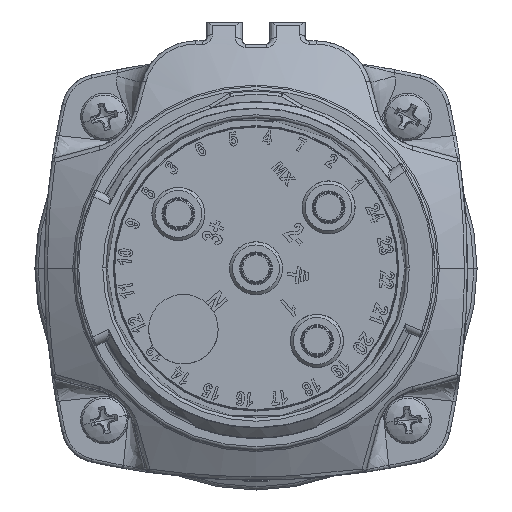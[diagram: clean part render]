
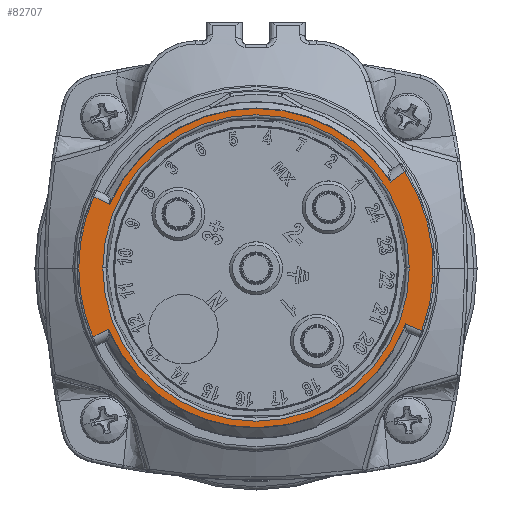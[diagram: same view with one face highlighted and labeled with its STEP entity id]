
A CAD part, top view. The second image highlights one B-rep face of the part: STEP entity #82707.
In plain terms, the highlighted planar face has unit normal (0, 0, 1).
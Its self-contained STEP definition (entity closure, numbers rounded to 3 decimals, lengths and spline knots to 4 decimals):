
#2454 = CARTESIAN_POINT ( 'NONE',  ( -1.1043, 0., 1.9685 ) ) ;
#4552 = CARTESIAN_POINT ( 'NONE',  ( 1.0327, -0.3913, 1.9685 ) ) ;
#5175 = VECTOR ( 'NONE', #161714, 39.3701 ) ;
#8813 = VERTEX_POINT ( 'NONE', #4552 ) ;
#9809 = CARTESIAN_POINT ( 'NONE',  ( -0.9181, -0.3821, 1.9685 ) ) ;
#10662 = CIRCLE ( 'NONE', #252815, 0.9546 ) ;
#13479 = ORIENTED_EDGE ( 'NONE', *, *, #279764, .T. ) ;
#15660 = AXIS2_PLACEMENT_3D ( 'NONE', #240899, #259573, #84917 ) ;
#16173 = EDGE_CURVE ( 'NONE', #177554, #245264, #10662, .T. ) ;
#19191 = VECTOR ( 'NONE', #202705, 39.3701 ) ;
#25875 = CARTESIAN_POINT ( 'NONE',  ( -0.9211, -0.3836, 1.9685 ) ) ;
#27573 = VERTEX_POINT ( 'NONE', #38605 ) ;
#29558 = AXIS2_PLACEMENT_3D ( 'NONE', #175029, #87729, #239497 ) ;
#34027 = CARTESIAN_POINT ( 'NONE',  ( 0.9269, 0.6004, 1.9685 ) ) ;
#34784 = ORIENTED_EDGE ( 'NONE', *, *, #235391, .T. ) ;
#35215 = EDGE_CURVE ( 'NONE', #103894, #145419, #70046, .T. ) ;
#38605 = CARTESIAN_POINT ( 'NONE',  ( 0.9314, -0.3483, 1.9685 ) ) ;
#39430 = CARTESIAN_POINT ( 'NONE',  ( 0., 0., 1.9685 ) ) ;
#45934 = DIRECTION ( 'NONE',  ( 0., 0., 1. ) ) ;
#45941 = LINE ( 'NONE', #25875, #243922 ) ;
#57314 = EDGE_LOOP ( 'NONE', ( #131117, #142726, #13479, #34784, #186440, #157744, #246561, #136373, #157042 ) ) ;
#60767 = VERTEX_POINT ( 'NONE', #9809 ) ;
#63722 = DIRECTION ( 'NONE',  ( 0., -1., 0. ) ) ;
#70046 = CIRCLE ( 'NONE', #230051, 0.9944 ) ;
#75338 = CARTESIAN_POINT ( 'NONE',  ( -1.017, -0.4303, 1.9685 ) ) ;
#76884 = EDGE_LOOP ( 'NONE', ( #243722, #226161 ) ) ;
#77476 = VERTEX_POINT ( 'NONE', #2454 ) ;
#81253 = EDGE_CURVE ( 'NONE', #245264, #177554, #96708, .T. ) ;
#82707 = ADVANCED_FACE ( 'NONE', ( #257037, #215482 ), #255628, .F. ) ;
#84917 = DIRECTION ( 'NONE',  ( -1., 0., 0. ) ) ;
#87729 = DIRECTION ( 'NONE',  ( 0., 0., 1. ) ) ;
#87739 = AXIS2_PLACEMENT_3D ( 'NONE', #262144, #45934, #266376 ) ;
#94293 = CARTESIAN_POINT ( 'NONE',  ( 0., 0., 1.9685 ) ) ;
#96589 = VERTEX_POINT ( 'NONE', #75338 ) ;
#96708 = CIRCLE ( 'NONE', #133282, 0.9546 ) ;
#102910 = CARTESIAN_POINT ( 'NONE',  ( 1.0425, -0.3955, 1.9685 ) ) ;
#103894 = VERTEX_POINT ( 'NONE', #226995 ) ;
#112917 = LINE ( 'NONE', #224533, #145989 ) ;
#119803 = CIRCLE ( 'NONE', #87739, 1.1043 ) ;
#125338 = DIRECTION ( 'NONE',  ( 0., 0., -1. ) ) ;
#128369 = DIRECTION ( 'NONE',  ( 0., 0., 1. ) ) ;
#131117 = ORIENTED_EDGE ( 'NONE', *, *, #191981, .T. ) ;
#133282 = AXIS2_PLACEMENT_3D ( 'NONE', #94293, #181597, #268943 ) ;
#136373 = ORIENTED_EDGE ( 'NONE', *, *, #261952, .T. ) ;
#139129 = CARTESIAN_POINT ( 'NONE',  ( 0., 0., 1.9685 ) ) ;
#142726 = ORIENTED_EDGE ( 'NONE', *, *, #191661, .T. ) ;
#145419 = VERTEX_POINT ( 'NONE', #244544 ) ;
#145989 = VECTOR ( 'NONE', #200247, 39.3701 ) ;
#154077 = CARTESIAN_POINT ( 'NONE',  ( 0., 0., 1.9685 ) ) ;
#157042 = ORIENTED_EDGE ( 'NONE', *, *, #35215, .T. ) ;
#157278 = CIRCLE ( 'NONE', #15660, 1.1043 ) ;
#157744 = ORIENTED_EDGE ( 'NONE', *, *, #277910, .T. ) ;
#161714 = DIRECTION ( 'NONE',  ( 0.921, -0.391, 0. ) ) ;
#163367 = CARTESIAN_POINT ( 'NONE',  ( -0.9546, 0., 1.9685 ) ) ;
#175029 = CARTESIAN_POINT ( 'NONE',  ( 0., 0., 1.9685 ) ) ;
#175572 = LINE ( 'NONE', #219927, #19191 ) ;
#177554 = VERTEX_POINT ( 'NONE', #163367 ) ;
#178922 = CARTESIAN_POINT ( 'NONE',  ( 0., 0., 1.9685 ) ) ;
#181597 = DIRECTION ( 'NONE',  ( 0., 0., -1. ) ) ;
#183691 = CIRCLE ( 'NONE', #211055, 1.1043 ) ;
#186440 = ORIENTED_EDGE ( 'NONE', *, *, #239787, .T. ) ;
#191661 = EDGE_CURVE ( 'NONE', #212532, #77476, #183691, .T. ) ;
#191981 = EDGE_CURVE ( 'NONE', #145419, #212532, #175572, .T. ) ;
#194037 = CIRCLE ( 'NONE', #29558, 0.9944 ) ;
#200247 = DIRECTION ( 'NONE',  ( -0.809, -0.588, 0. ) ) ;
#200730 = DIRECTION ( 'NONE',  ( -1., 0., 0. ) ) ;
#202705 = DIRECTION ( 'NONE',  ( -0.899, 0.438, 0. ) ) ;
#211055 = AXIS2_PLACEMENT_3D ( 'NONE', #154077, #128369, #280156 ) ;
#212532 = VERTEX_POINT ( 'NONE', #251844 ) ;
#215482 = FACE_BOUND ( 'NONE', #76884, .T. ) ;
#216960 = VERTEX_POINT ( 'NONE', #34027 ) ;
#219927 = CARTESIAN_POINT ( 'NONE',  ( -1.0204, 0.4495, 1.9685 ) ) ;
#224533 = CARTESIAN_POINT ( 'NONE',  ( 0.8405, 0.5377, 1.9685 ) ) ;
#224603 = AXIS2_PLACEMENT_3D ( 'NONE', #39430, #125338, #63722 ) ;
#226161 = ORIENTED_EDGE ( 'NONE', *, *, #81253, .T. ) ;
#226995 = CARTESIAN_POINT ( 'NONE',  ( 0.8378, 0.5357, 1.9685 ) ) ;
#230051 = AXIS2_PLACEMENT_3D ( 'NONE', #139129, #270824, #200730 ) ;
#233176 = LINE ( 'NONE', #102910, #5175 ) ;
#235391 = EDGE_CURVE ( 'NONE', #96589, #60767, #45941, .T. ) ;
#236987 = EDGE_CURVE ( 'NONE', #8813, #216960, #157278, .T. ) ;
#238313 = CARTESIAN_POINT ( 'NONE',  ( 0.9546, 0., 1.9685 ) ) ;
#239497 = DIRECTION ( 'NONE',  ( -1., 0., 0. ) ) ;
#239787 = EDGE_CURVE ( 'NONE', #60767, #27573, #194037, .T. ) ;
#240899 = CARTESIAN_POINT ( 'NONE',  ( 0., 0., 1.9685 ) ) ;
#242058 = DIRECTION ( 'NONE',  ( 0.899, 0.438, 0. ) ) ;
#243722 = ORIENTED_EDGE ( 'NONE', *, *, #16173, .T. ) ;
#243922 = VECTOR ( 'NONE', #242058, 39.3701 ) ;
#244544 = CARTESIAN_POINT ( 'NONE',  ( -0.9119, 0.3966, 1.9685 ) ) ;
#245264 = VERTEX_POINT ( 'NONE', #238313 ) ;
#246561 = ORIENTED_EDGE ( 'NONE', *, *, #236987, .T. ) ;
#251844 = CARTESIAN_POINT ( 'NONE',  ( -1.0108, 0.4448, 1.9685 ) ) ;
#252815 = AXIS2_PLACEMENT_3D ( 'NONE', #178922, #267667, #266265 ) ;
#255628 = PLANE ( 'NONE',  #224603 ) ;
#257037 = FACE_OUTER_BOUND ( 'NONE', #57314, .T. ) ;
#259573 = DIRECTION ( 'NONE',  ( 0., 0., 1. ) ) ;
#261952 = EDGE_CURVE ( 'NONE', #216960, #103894, #112917, .T. ) ;
#262144 = CARTESIAN_POINT ( 'NONE',  ( 0., 0., 1.9685 ) ) ;
#266265 = DIRECTION ( 'NONE',  ( -1., 0., 0. ) ) ;
#266376 = DIRECTION ( 'NONE',  ( -1., 0., 0. ) ) ;
#267667 = DIRECTION ( 'NONE',  ( 0., 0., -1. ) ) ;
#268943 = DIRECTION ( 'NONE',  ( -1., 0., 0. ) ) ;
#270824 = DIRECTION ( 'NONE',  ( 0., 0., 1. ) ) ;
#277910 = EDGE_CURVE ( 'NONE', #27573, #8813, #233176, .T. ) ;
#279764 = EDGE_CURVE ( 'NONE', #77476, #96589, #119803, .T. ) ;
#280156 = DIRECTION ( 'NONE',  ( -1., 0., 0. ) ) ;
